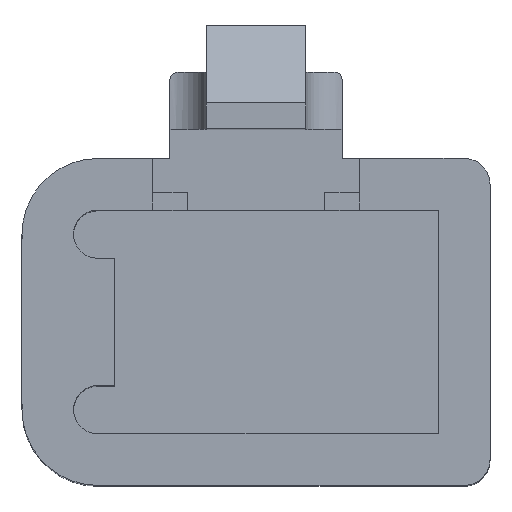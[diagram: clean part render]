
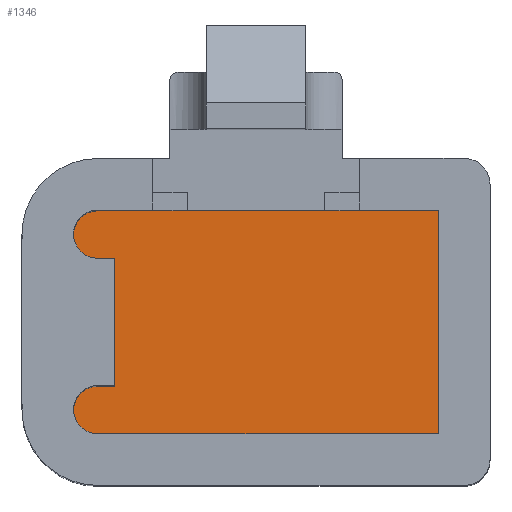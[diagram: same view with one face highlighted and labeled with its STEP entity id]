
A CAD part, top view. The second image highlights one B-rep face of the part: STEP entity #1346.
In plain terms, the highlighted planar face has unit normal (0, 0, 1).
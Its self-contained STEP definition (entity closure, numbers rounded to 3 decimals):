
#55=PLANE('',#1485);
#154=FACE_OUTER_BOUND('',#232,.T.);
#232=EDGE_LOOP('',(#1235,#1236,#1237,#1238,#1239,#1240,#1241,#1242));
#356=LINE('',#2339,#492);
#360=LINE('',#2348,#496);
#362=LINE('',#2352,#498);
#364=LINE('',#2356,#500);
#367=LINE('',#2364,#503);
#368=LINE('',#2366,#504);
#492=VECTOR('',#1841,10.);
#496=VECTOR('',#1851,10.);
#498=VECTOR('',#1855,10.);
#500=VECTOR('',#1859,10.);
#503=VECTOR('',#1868,10.);
#504=VECTOR('',#1871,10.);
#547=CIRCLE('',#1477,0.7);
#548=CIRCLE('',#1482,0.7);
#659=VERTEX_POINT('',#2336);
#660=VERTEX_POINT('',#2338);
#661=VERTEX_POINT('',#2342);
#662=VERTEX_POINT('',#2346);
#663=VERTEX_POINT('',#2350);
#664=VERTEX_POINT('',#2354);
#665=VERTEX_POINT('',#2358);
#666=VERTEX_POINT('',#2362);
#844=EDGE_CURVE('',#659,#660,#356,.T.);
#847=EDGE_CURVE('',#661,#659,#547,.T.);
#849=EDGE_CURVE('',#662,#661,#360,.T.);
#851=EDGE_CURVE('',#663,#662,#362,.T.);
#853=EDGE_CURVE('',#664,#663,#364,.T.);
#855=EDGE_CURVE('',#665,#664,#548,.T.);
#857=EDGE_CURVE('',#666,#665,#367,.T.);
#858=EDGE_CURVE('',#660,#666,#368,.T.);
#1235=ORIENTED_EDGE('',*,*,#858,.F.);
#1236=ORIENTED_EDGE('',*,*,#844,.F.);
#1237=ORIENTED_EDGE('',*,*,#847,.F.);
#1238=ORIENTED_EDGE('',*,*,#849,.F.);
#1239=ORIENTED_EDGE('',*,*,#851,.F.);
#1240=ORIENTED_EDGE('',*,*,#853,.F.);
#1241=ORIENTED_EDGE('',*,*,#855,.F.);
#1242=ORIENTED_EDGE('',*,*,#857,.F.);
#1346=ADVANCED_FACE('',(#154),#55,.T.);
#1477=AXIS2_PLACEMENT_3D('',#2344,#1846,#1847);
#1482=AXIS2_PLACEMENT_3D('',#2360,#1863,#1864);
#1485=AXIS2_PLACEMENT_3D('',#2367,#1872,#1873);
#1841=DIRECTION('',(1.,0.,0.));
#1846=DIRECTION('center_axis',(0.,0.,-1.));
#1847=DIRECTION('ref_axis',(1.,0.,0.));
#1851=DIRECTION('',(-1.,0.,0.));
#1855=DIRECTION('',(0.,-1.,0.));
#1859=DIRECTION('',(1.,0.,0.));
#1863=DIRECTION('center_axis',(0.,0.,-1.));
#1864=DIRECTION('ref_axis',(1.,0.,0.));
#1868=DIRECTION('',(-1.,0.,0.));
#1871=DIRECTION('',(0.,1.,0.));
#1872=DIRECTION('center_axis',(0.,0.,1.));
#1873=DIRECTION('ref_axis',(1.,0.,0.));
#2336=CARTESIAN_POINT('',(2.2,2.9,-14.8));
#2338=CARTESIAN_POINT('',(2.7,2.9,-14.8));
#2339=CARTESIAN_POINT('',(2.7,2.9,-14.8));
#2342=CARTESIAN_POINT('',(2.2,1.5,-14.8));
#2344=CARTESIAN_POINT('Origin',(2.2,2.2,-14.8));
#2346=CARTESIAN_POINT('',(12.1,1.5,-14.8));
#2348=CARTESIAN_POINT('',(1.5,1.5,-14.8));
#2350=CARTESIAN_POINT('',(12.1,8.,-14.8));
#2352=CARTESIAN_POINT('',(12.1,1.5,-14.8));
#2354=CARTESIAN_POINT('',(2.2,8.,-14.8));
#2356=CARTESIAN_POINT('',(12.1,8.,-14.8));
#2358=CARTESIAN_POINT('',(2.2,6.6,-14.8));
#2360=CARTESIAN_POINT('Origin',(2.2,7.3,-14.8));
#2362=CARTESIAN_POINT('',(2.7,6.6,-14.8));
#2364=CARTESIAN_POINT('',(2.7,6.6,-14.8));
#2366=CARTESIAN_POINT('',(2.7,8.,-14.8));
#2367=CARTESIAN_POINT('Origin',(6.8,4.75,-14.8));
